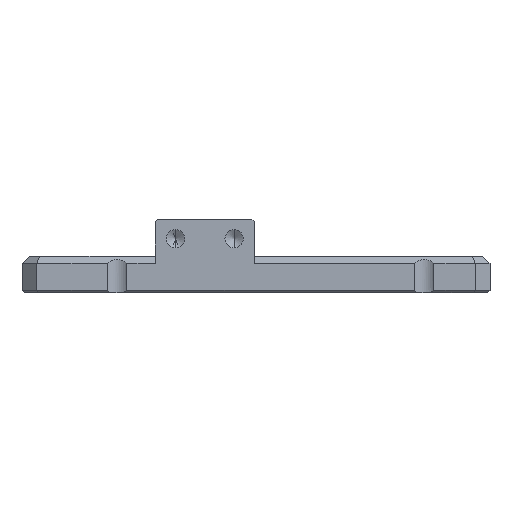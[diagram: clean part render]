
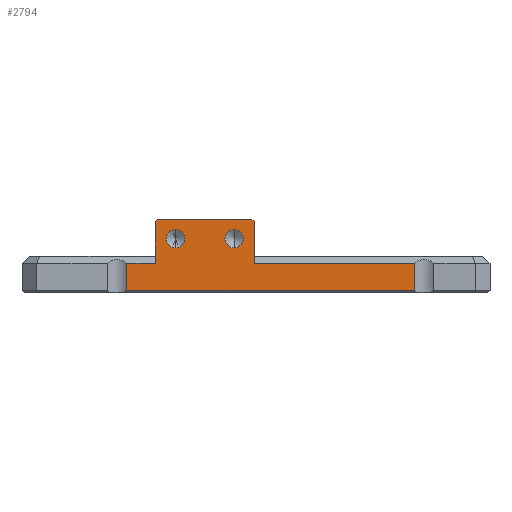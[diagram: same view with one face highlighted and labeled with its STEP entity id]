
A CAD part, left-side view. The second image highlights one B-rep face of the part: STEP entity #2794.
In plain terms, the highlighted planar face has unit normal (-1, 0, 0).
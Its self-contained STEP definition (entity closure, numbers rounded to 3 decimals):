
#31 = ORIENTED_EDGE ( 'NONE', *, *, #512, .T. ) ;
#57 = EDGE_CURVE ( 'NONE', #1876, #2497, #1396, .T. ) ;
#147 = VERTEX_POINT ( 'NONE', #2275 ) ;
#165 = DIRECTION ( 'NONE',  ( 0., 0., 1. ) ) ;
#234 = LINE ( 'NONE', #3758, #2842 ) ;
#236 = CARTESIAN_POINT ( 'NONE',  ( 0., 49.677, 0.3 ) ) ;
#273 = DIRECTION ( 'NONE',  ( 0., -1., 0. ) ) ;
#395 = LINE ( 'NONE', #753, #4736 ) ;
#512 = EDGE_CURVE ( 'NONE', #147, #1876, #4890, .T. ) ;
#535 = EDGE_CURVE ( 'NONE', #893, #2491, #2494, .T. ) ;
#613 = EDGE_CURVE ( 'NONE', #4505, #4434, #1661, .T. ) ;
#629 = LINE ( 'NONE', #4202, #4491 ) ;
#753 = CARTESIAN_POINT ( 'NONE',  ( 0., 32.25, 5. ) ) ;
#785 = VERTEX_POINT ( 'NONE', #3169 ) ;
#884 = EDGE_CURVE ( 'NONE', #2491, #893, #1116, .T. ) ;
#893 = VERTEX_POINT ( 'NONE', #1676 ) ;
#933 = DIRECTION ( 'NONE',  ( 1., 0., 0. ) ) ;
#936 = LINE ( 'NONE', #2474, #4453 ) ;
#948 = CARTESIAN_POINT ( 'NONE',  ( 0., 35., 7.35 ) ) ;
#995 = VERTEX_POINT ( 'NONE', #3348 ) ;
#999 = DIRECTION ( 'NONE',  ( 0., 0., 1. ) ) ;
#1010 = AXIS2_PLACEMENT_3D ( 'NONE', #4014, #933, #4898 ) ;
#1028 = DIRECTION ( 'NONE',  ( 0., 0.707, -0.707 ) ) ;
#1116 = CIRCLE ( 'NONE', #4677, 1.25 ) ;
#1144 = EDGE_LOOP ( 'NONE', ( #4646, #4702, #3478, #3653, #2780, #4825, #3387, #3609, #3840, #31 ) ) ;
#1269 = PLANE ( 'NONE',  #1010 ) ;
#1275 = DIRECTION ( 'NONE',  ( 0., 0., 1. ) ) ;
#1285 = VERTEX_POINT ( 'NONE', #3239 ) ;
#1321 = FACE_BOUND ( 'NONE', #4716, .T. ) ;
#1327 = LINE ( 'NONE', #4852, #3077 ) ;
#1337 = CARTESIAN_POINT ( 'NONE',  ( 0., 32., 4. ) ) ;
#1382 = ORIENTED_EDGE ( 'NONE', *, *, #535, .F. ) ;
#1396 = LINE ( 'NONE', #4561, #4868 ) ;
#1440 = CARTESIAN_POINT ( 'NONE',  ( 0., 43., 7.35 ) ) ;
#1482 = VERTEX_POINT ( 'NONE', #4265 ) ;
#1501 = AXIS2_PLACEMENT_3D ( 'NONE', #2907, #3321, #1275 ) ;
#1643 = DIRECTION ( 'NONE',  ( 0., 0., 1. ) ) ;
#1661 = CIRCLE ( 'NONE', #4557, 1.25 ) ;
#1676 = CARTESIAN_POINT ( 'NONE',  ( 0., 35., 6.1 ) ) ;
#1717 = FACE_BOUND ( 'NONE', #4699, .T. ) ;
#1722 = CARTESIAN_POINT ( 'NONE',  ( 0., 35., 8.6 ) ) ;
#1876 = VERTEX_POINT ( 'NONE', #2760 ) ;
#1877 = DIRECTION ( 'NONE',  ( 0., 1., 0. ) ) ;
#1887 = CARTESIAN_POINT ( 'NONE',  ( 0., 45.45, 10. ) ) ;
#1991 = EDGE_CURVE ( 'NONE', #785, #1285, #2041, .T. ) ;
#2041 = LINE ( 'NONE', #4003, #4645 ) ;
#2064 = DIRECTION ( 'NONE',  ( -1., 0., 0. ) ) ;
#2233 = EDGE_CURVE ( 'NONE', #1285, #2434, #629, .T. ) ;
#2275 = CARTESIAN_POINT ( 'NONE',  ( 0., 45.75, 4. ) ) ;
#2327 = EDGE_CURVE ( 'NONE', #2434, #995, #395, .T. ) ;
#2418 = EDGE_CURVE ( 'NONE', #147, #4167, #1327, .T. ) ;
#2434 = VERTEX_POINT ( 'NONE', #3215 ) ;
#2474 = CARTESIAN_POINT ( 'NONE',  ( 0., 32.55, 10. ) ) ;
#2485 = DIRECTION ( 'NONE',  ( -1., 0., 0. ) ) ;
#2491 = VERTEX_POINT ( 'NONE', #1722 ) ;
#2494 = CIRCLE ( 'NONE', #4298, 1.25 ) ;
#2496 = FACE_OUTER_BOUND ( 'NONE', #1144, .T. ) ;
#2497 = VERTEX_POINT ( 'NONE', #236 ) ;
#2524 = DIRECTION ( 'NONE',  ( 0., 0.707, 0.707 ) ) ;
#2655 = LINE ( 'NONE', #1887, #2740 ) ;
#2728 = VECTOR ( 'NONE', #3647, 1000. ) ;
#2740 = VECTOR ( 'NONE', #1028, 1000. ) ;
#2760 = CARTESIAN_POINT ( 'NONE',  ( 0., 49.677, 4. ) ) ;
#2780 = ORIENTED_EDGE ( 'NONE', *, *, #2327, .T. ) ;
#2794 = ADVANCED_FACE ( 'NONE', ( #1321, #1717, #2496 ), #1269, .F. ) ;
#2839 = CARTESIAN_POINT ( 'NONE',  ( 0., 35., 7.35 ) ) ;
#2841 = DIRECTION ( 'NONE',  ( 0., 0., 1. ) ) ;
#2842 = VECTOR ( 'NONE', #2952, 1000. ) ;
#2895 = EDGE_CURVE ( 'NONE', #5071, #1482, #234, .T. ) ;
#2907 = CARTESIAN_POINT ( 'NONE',  ( 0., 43., 7.35 ) ) ;
#2952 = DIRECTION ( 'NONE',  ( 0., -1., 0. ) ) ;
#2992 = DIRECTION ( 'NONE',  ( -1., 0., 0. ) ) ;
#3044 = LINE ( 'NONE', #3067, #4396 ) ;
#3067 = CARTESIAN_POINT ( 'NONE',  ( 0., 10.323, 0.3 ) ) ;
#3077 = VECTOR ( 'NONE', #4879, 1000. ) ;
#3169 = CARTESIAN_POINT ( 'NONE',  ( 0., 10.323, 0.3 ) ) ;
#3206 = ORIENTED_EDGE ( 'NONE', *, *, #613, .F. ) ;
#3215 = CARTESIAN_POINT ( 'NONE',  ( 0., 32.25, 4. ) ) ;
#3239 = CARTESIAN_POINT ( 'NONE',  ( 0., 10.323, 4. ) ) ;
#3321 = DIRECTION ( 'NONE',  ( -1., 0., 0. ) ) ;
#3348 = CARTESIAN_POINT ( 'NONE',  ( 0., 32.25, 9.7 ) ) ;
#3387 = ORIENTED_EDGE ( 'NONE', *, *, #2895, .F. ) ;
#3478 = ORIENTED_EDGE ( 'NONE', *, *, #1991, .T. ) ;
#3575 = EDGE_CURVE ( 'NONE', #4434, #4505, #4235, .T. ) ;
#3603 = ORIENTED_EDGE ( 'NONE', *, *, #3575, .F. ) ;
#3609 = ORIENTED_EDGE ( 'NONE', *, *, #3866, .T. ) ;
#3647 = DIRECTION ( 'NONE',  ( 0., 1., 0. ) ) ;
#3653 = ORIENTED_EDGE ( 'NONE', *, *, #2233, .T. ) ;
#3758 = CARTESIAN_POINT ( 'NONE',  ( 0., 2., 10. ) ) ;
#3840 = ORIENTED_EDGE ( 'NONE', *, *, #2418, .F. ) ;
#3866 = EDGE_CURVE ( 'NONE', #5071, #4167, #2655, .T. ) ;
#3916 = EDGE_CURVE ( 'NONE', #2497, #785, #3044, .T. ) ;
#4003 = CARTESIAN_POINT ( 'NONE',  ( 0., 10.323, 10.657 ) ) ;
#4014 = CARTESIAN_POINT ( 'NONE',  ( 0., 2., 10. ) ) ;
#4026 = CARTESIAN_POINT ( 'NONE',  ( 0., 43., 8.6 ) ) ;
#4047 = ORIENTED_EDGE ( 'NONE', *, *, #884, .F. ) ;
#4056 = CARTESIAN_POINT ( 'NONE',  ( 0., 45.75, 9.7 ) ) ;
#4167 = VERTEX_POINT ( 'NONE', #4056 ) ;
#4183 = DIRECTION ( 'NONE',  ( 0., 0., 1. ) ) ;
#4202 = CARTESIAN_POINT ( 'NONE',  ( 0., 32., 4. ) ) ;
#4235 = CIRCLE ( 'NONE', #1501, 1.25 ) ;
#4264 = CARTESIAN_POINT ( 'NONE',  ( 0., 45.45, 10. ) ) ;
#4265 = CARTESIAN_POINT ( 'NONE',  ( 0., 32.55, 10. ) ) ;
#4298 = AXIS2_PLACEMENT_3D ( 'NONE', #948, #2485, #999 ) ;
#4396 = VECTOR ( 'NONE', #273, 1000. ) ;
#4434 = VERTEX_POINT ( 'NONE', #4672 ) ;
#4453 = VECTOR ( 'NONE', #2524, 1000. ) ;
#4491 = VECTOR ( 'NONE', #1877, 1000. ) ;
#4505 = VERTEX_POINT ( 'NONE', #4026 ) ;
#4557 = AXIS2_PLACEMENT_3D ( 'NONE', #1440, #2992, #4183 ) ;
#4561 = CARTESIAN_POINT ( 'NONE',  ( 0., 49.677, 10.657 ) ) ;
#4645 = VECTOR ( 'NONE', #2841, 1000. ) ;
#4646 = ORIENTED_EDGE ( 'NONE', *, *, #57, .T. ) ;
#4672 = CARTESIAN_POINT ( 'NONE',  ( 0., 43., 6.1 ) ) ;
#4677 = AXIS2_PLACEMENT_3D ( 'NONE', #2839, #2064, #165 ) ;
#4699 = EDGE_LOOP ( 'NONE', ( #4047, #1382 ) ) ;
#4702 = ORIENTED_EDGE ( 'NONE', *, *, #3916, .T. ) ;
#4716 = EDGE_LOOP ( 'NONE', ( #3206, #3603 ) ) ;
#4736 = VECTOR ( 'NONE', #1643, 1000. ) ;
#4825 = ORIENTED_EDGE ( 'NONE', *, *, #4968, .T. ) ;
#4852 = CARTESIAN_POINT ( 'NONE',  ( 0., 45.75, 5. ) ) ;
#4868 = VECTOR ( 'NONE', #4922, 1000. ) ;
#4879 = DIRECTION ( 'NONE',  ( 0., 0., 1. ) ) ;
#4890 = LINE ( 'NONE', #1337, #2728 ) ;
#4898 = DIRECTION ( 'NONE',  ( 0., 0., -1. ) ) ;
#4922 = DIRECTION ( 'NONE',  ( 0., 0., -1. ) ) ;
#4968 = EDGE_CURVE ( 'NONE', #995, #1482, #936, .T. ) ;
#5071 = VERTEX_POINT ( 'NONE', #4264 ) ;
